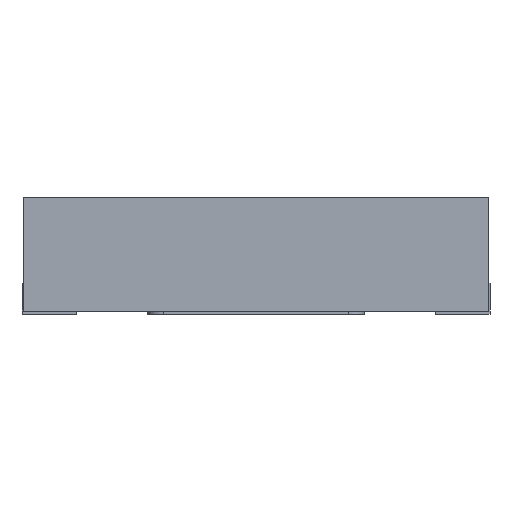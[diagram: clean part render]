
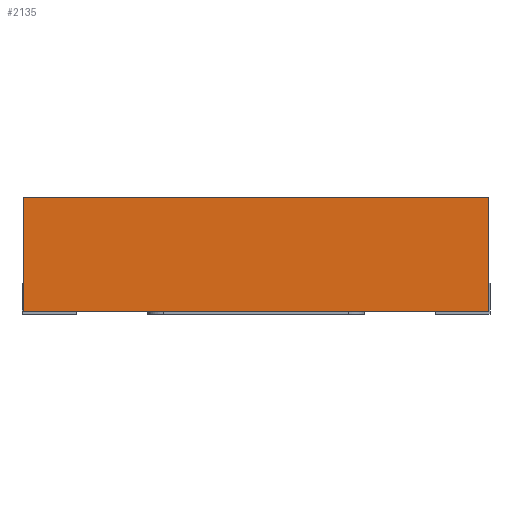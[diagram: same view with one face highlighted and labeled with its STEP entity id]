
A CAD part, front view. The second image highlights one B-rep face of the part: STEP entity #2135.
In plain terms, the highlighted planar face has unit normal (0, -1, 0).
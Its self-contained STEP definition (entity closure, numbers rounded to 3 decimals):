
#139 = PLANE('',#140);
#140 = AXIS2_PLACEMENT_3D('',#141,#142,#143);
#141 = CARTESIAN_POINT('',(-0.75,0.75,0.375));
#142 = DIRECTION('',(0.,0.,-1.));
#143 = DIRECTION('',(1.,0.,0.));
#285 = PLANE('',#286);
#286 = AXIS2_PLACEMENT_3D('',#287,#288,#289);
#287 = CARTESIAN_POINT('',(-0.75,0.75,0.01));
#288 = DIRECTION('',(0.,0.,1.));
#289 = DIRECTION('',(-1.,0.,0.));
#310 = VERTEX_POINT('',#311);
#311 = CARTESIAN_POINT('',(0.75,-0.75,0.01));
#325 = PLANE('',#326);
#326 = AXIS2_PLACEMENT_3D('',#327,#328,#329);
#327 = CARTESIAN_POINT('',(0.75,-0.75,0.01));
#328 = DIRECTION('',(-1.,0.,0.));
#329 = DIRECTION('',(0.,-1.,0.));
#337 = EDGE_CURVE('',#338,#310,#340,.T.);
#338 = VERTEX_POINT('',#339);
#339 = CARTESIAN_POINT('',(-0.75,-0.75,0.01));
#340 = SURFACE_CURVE('',#341,(#345,#352),.PCURVE_S1.);
#341 = LINE('',#342,#343);
#342 = CARTESIAN_POINT('',(-0.75,-0.75,0.01));
#343 = VECTOR('',#344,1.);
#344 = DIRECTION('',(1.,0.,0.));
#345 = PCURVE('',#285,#346);
#346 = DEFINITIONAL_REPRESENTATION('',(#347),#351);
#347 = LINE('',#348,#349);
#348 = CARTESIAN_POINT('',(0.,1.5));
#349 = VECTOR('',#350,1.);
#350 = DIRECTION('',(-1.,0.));
#351 = ( GEOMETRIC_REPRESENTATION_CONTEXT(2) 
PARAMETRIC_REPRESENTATION_CONTEXT() REPRESENTATION_CONTEXT('2D SPACE',''
  ) );
#352 = PCURVE('',#353,#358);
#353 = PLANE('',#354);
#354 = AXIS2_PLACEMENT_3D('',#355,#356,#357);
#355 = CARTESIAN_POINT('',(-0.75,-0.75,0.375));
#356 = DIRECTION('',(0.,1.,0.));
#357 = DIRECTION('',(0.,0.,-1.));
#358 = DEFINITIONAL_REPRESENTATION('',(#359),#363);
#359 = LINE('',#360,#361);
#360 = CARTESIAN_POINT('',(0.365,0.));
#361 = VECTOR('',#362,1.);
#362 = DIRECTION('',(0.,-1.));
#363 = ( GEOMETRIC_REPRESENTATION_CONTEXT(2) 
PARAMETRIC_REPRESENTATION_CONTEXT() REPRESENTATION_CONTEXT('2D SPACE',''
  ) );
#381 = PLANE('',#382);
#382 = AXIS2_PLACEMENT_3D('',#383,#384,#385);
#383 = CARTESIAN_POINT('',(-0.75,-0.75,0.01));
#384 = DIRECTION('',(-1.,0.,0.));
#385 = DIRECTION('',(0.,-1.,0.));
#1802 = VERTEX_POINT('',#1803);
#1803 = CARTESIAN_POINT('',(0.75,-0.75,0.375));
#1824 = EDGE_CURVE('',#310,#1802,#1825,.T.);
#1825 = SURFACE_CURVE('',#1826,(#1830,#1837),.PCURVE_S1.);
#1826 = LINE('',#1827,#1828);
#1827 = CARTESIAN_POINT('',(0.75,-0.75,0.375));
#1828 = VECTOR('',#1829,1.);
#1829 = DIRECTION('',(0.,0.,1.));
#1830 = PCURVE('',#325,#1831);
#1831 = DEFINITIONAL_REPRESENTATION('',(#1832),#1836);
#1832 = LINE('',#1833,#1834);
#1833 = CARTESIAN_POINT('',(0.,0.365));
#1834 = VECTOR('',#1835,1.);
#1835 = DIRECTION('',(0.,1.));
#1836 = ( GEOMETRIC_REPRESENTATION_CONTEXT(2) 
PARAMETRIC_REPRESENTATION_CONTEXT() REPRESENTATION_CONTEXT('2D SPACE',''
  ) );
#1837 = PCURVE('',#353,#1838);
#1838 = DEFINITIONAL_REPRESENTATION('',(#1839),#1843);
#1839 = LINE('',#1840,#1841);
#1840 = CARTESIAN_POINT('',(0.,-1.5));
#1841 = VECTOR('',#1842,1.);
#1842 = DIRECTION('',(-1.,0.));
#1843 = ( GEOMETRIC_REPRESENTATION_CONTEXT(2) 
PARAMETRIC_REPRESENTATION_CONTEXT() REPRESENTATION_CONTEXT('2D SPACE',''
  ) );
#1873 = EDGE_CURVE('',#338,#1874,#1876,.T.);
#1874 = VERTEX_POINT('',#1875);
#1875 = CARTESIAN_POINT('',(-0.75,-0.75,0.375));
#1876 = SURFACE_CURVE('',#1877,(#1881,#1888),.PCURVE_S1.);
#1877 = LINE('',#1878,#1879);
#1878 = CARTESIAN_POINT('',(-0.75,-0.75,0.375));
#1879 = VECTOR('',#1880,1.);
#1880 = DIRECTION('',(0.,0.,1.));
#1881 = PCURVE('',#381,#1882);
#1882 = DEFINITIONAL_REPRESENTATION('',(#1883),#1887);
#1883 = LINE('',#1884,#1885);
#1884 = CARTESIAN_POINT('',(0.,0.365));
#1885 = VECTOR('',#1886,1.);
#1886 = DIRECTION('',(0.,1.));
#1887 = ( GEOMETRIC_REPRESENTATION_CONTEXT(2) 
PARAMETRIC_REPRESENTATION_CONTEXT() REPRESENTATION_CONTEXT('2D SPACE',''
  ) );
#1888 = PCURVE('',#353,#1889);
#1889 = DEFINITIONAL_REPRESENTATION('',(#1890),#1894);
#1890 = LINE('',#1891,#1892);
#1891 = CARTESIAN_POINT('',(-0.,0.));
#1892 = VECTOR('',#1893,1.);
#1893 = DIRECTION('',(-1.,0.));
#1894 = ( GEOMETRIC_REPRESENTATION_CONTEXT(2) 
PARAMETRIC_REPRESENTATION_CONTEXT() REPRESENTATION_CONTEXT('2D SPACE',''
  ) );
#2135 = ADVANCED_FACE('',(#2136),#353,.F.);
#2136 = FACE_BOUND('',#2137,.T.);
#2137 = EDGE_LOOP('',(#2138,#2139,#2160,#2161));
#2138 = ORIENTED_EDGE('',*,*,#1824,.T.);
#2139 = ORIENTED_EDGE('',*,*,#2140,.F.);
#2140 = EDGE_CURVE('',#1874,#1802,#2141,.T.);
#2141 = SURFACE_CURVE('',#2142,(#2146,#2153),.PCURVE_S1.);
#2142 = LINE('',#2143,#2144);
#2143 = CARTESIAN_POINT('',(-0.75,-0.75,0.375));
#2144 = VECTOR('',#2145,1.);
#2145 = DIRECTION('',(1.,0.,0.));
#2146 = PCURVE('',#353,#2147);
#2147 = DEFINITIONAL_REPRESENTATION('',(#2148),#2152);
#2148 = LINE('',#2149,#2150);
#2149 = CARTESIAN_POINT('',(-0.,0.));
#2150 = VECTOR('',#2151,1.);
#2151 = DIRECTION('',(0.,-1.));
#2152 = ( GEOMETRIC_REPRESENTATION_CONTEXT(2) 
PARAMETRIC_REPRESENTATION_CONTEXT() REPRESENTATION_CONTEXT('2D SPACE',''
  ) );
#2153 = PCURVE('',#139,#2154);
#2154 = DEFINITIONAL_REPRESENTATION('',(#2155),#2159);
#2155 = LINE('',#2156,#2157);
#2156 = CARTESIAN_POINT('',(0.,1.5));
#2157 = VECTOR('',#2158,1.);
#2158 = DIRECTION('',(1.,0.));
#2159 = ( GEOMETRIC_REPRESENTATION_CONTEXT(2) 
PARAMETRIC_REPRESENTATION_CONTEXT() REPRESENTATION_CONTEXT('2D SPACE',''
  ) );
#2160 = ORIENTED_EDGE('',*,*,#1873,.F.);
#2161 = ORIENTED_EDGE('',*,*,#337,.T.);
